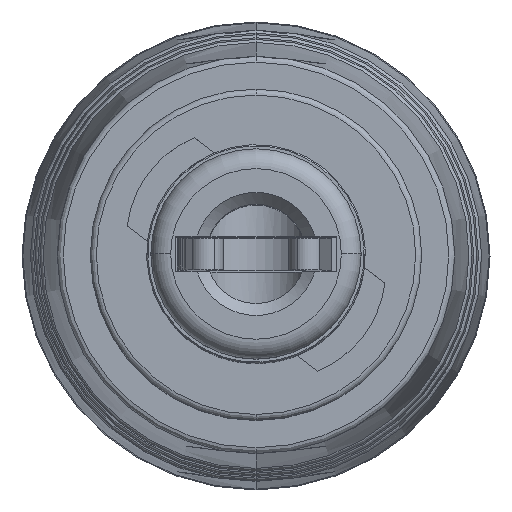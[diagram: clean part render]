
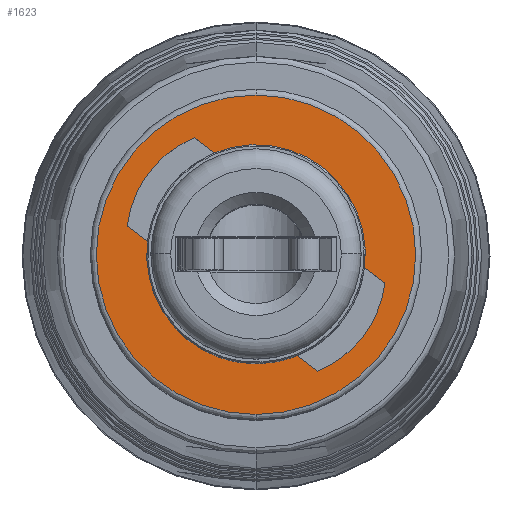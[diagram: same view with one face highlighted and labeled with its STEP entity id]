
A CAD part, top view. The second image highlights one B-rep face of the part: STEP entity #1623.
In plain terms, the highlighted face is planar.
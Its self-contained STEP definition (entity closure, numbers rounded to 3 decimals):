
#839 = DIRECTION ( 'NONE',  ( 0., 1., 0. ) ) ;
#897 = CARTESIAN_POINT ( 'NONE',  ( 0., 0., 4.025 ) ) ;
#1093 = EDGE_CURVE ( 'NONE', #11619, #13634, #10440, .T. ) ;
#1111 = CARTESIAN_POINT ( 'NONE',  ( 0., 0., 2.75 ) ) ;
#1330 = FACE_BOUND ( 'NONE', #29266, .T. ) ;
#1623 = ADVANCED_FACE ( 'NONE', ( #1330, #31315 ), #26256, .F. ) ;
#1709 = AXIS2_PLACEMENT_3D ( 'NONE', #26826, #14917, #9442 ) ;
#3468 = CIRCLE ( 'NONE', #1709, 4.025 ) ;
#4178 = CARTESIAN_POINT ( 'NONE',  ( 0., 0., -2.75 ) ) ;
#9442 = DIRECTION ( 'NONE',  ( 0., 0., -1. ) ) ;
#10440 = CIRCLE ( 'NONE', #35306, 4.025 ) ;
#11619 = VERTEX_POINT ( 'NONE', #897 ) ;
#11704 = ORIENTED_EDGE ( 'NONE', *, *, #19549, .F. ) ;
#13634 = VERTEX_POINT ( 'NONE', #18264 ) ;
#14420 = ORIENTED_EDGE ( 'NONE', *, *, #37054, .F. ) ;
#14537 = CIRCLE ( 'NONE', #34006, 2.75 ) ;
#14569 = CIRCLE ( 'NONE', #33474, 2.75 ) ;
#14917 = DIRECTION ( 'NONE',  ( 0., 1., 0. ) ) ;
#15558 = EDGE_CURVE ( 'NONE', #13634, #11619, #3468, .T. ) ;
#16531 = VERTEX_POINT ( 'NONE', #4178 ) ;
#17455 = DIRECTION ( 'NONE',  ( 0., 1., 0. ) ) ;
#18264 = CARTESIAN_POINT ( 'NONE',  ( 0., 0., -4.025 ) ) ;
#19549 = EDGE_CURVE ( 'NONE', #16531, #34646, #14569, .T. ) ;
#20034 = CARTESIAN_POINT ( 'NONE',  ( 0., 0., 0. ) ) ;
#20702 = AXIS2_PLACEMENT_3D ( 'NONE', #20034, #26379, #34520 ) ;
#21426 = DIRECTION ( 'NONE',  ( 0., 1., 0. ) ) ;
#24067 = DIRECTION ( 'NONE',  ( 0., 0., 1. ) ) ;
#25962 = DIRECTION ( 'NONE',  ( 0., 0., -1. ) ) ;
#26256 = PLANE ( 'NONE',  #20702 ) ;
#26379 = DIRECTION ( 'NONE',  ( 0., -1., 0. ) ) ;
#26826 = CARTESIAN_POINT ( 'NONE',  ( 0., 0., 0. ) ) ;
#27648 = DIRECTION ( 'NONE',  ( 0., 0., 1. ) ) ;
#29266 = EDGE_LOOP ( 'NONE', ( #14420, #11704 ) ) ;
#30327 = ORIENTED_EDGE ( 'NONE', *, *, #1093, .T. ) ;
#30847 = ORIENTED_EDGE ( 'NONE', *, *, #15558, .T. ) ;
#31315 = FACE_OUTER_BOUND ( 'NONE', #36047, .T. ) ;
#33474 = AXIS2_PLACEMENT_3D ( 'NONE', #36183, #21426, #27648 ) ;
#34006 = AXIS2_PLACEMENT_3D ( 'NONE', #35635, #839, #24067 ) ;
#34520 = DIRECTION ( 'NONE',  ( 0., 0., -1. ) ) ;
#34646 = VERTEX_POINT ( 'NONE', #1111 ) ;
#35306 = AXIS2_PLACEMENT_3D ( 'NONE', #37407, #17455, #25962 ) ;
#35635 = CARTESIAN_POINT ( 'NONE',  ( 0., 0., 0. ) ) ;
#36047 = EDGE_LOOP ( 'NONE', ( #30847, #30327 ) ) ;
#36183 = CARTESIAN_POINT ( 'NONE',  ( 0., 0., 0. ) ) ;
#37054 = EDGE_CURVE ( 'NONE', #34646, #16531, #14537, .T. ) ;
#37407 = CARTESIAN_POINT ( 'NONE',  ( 0., 0., 0. ) ) ;
